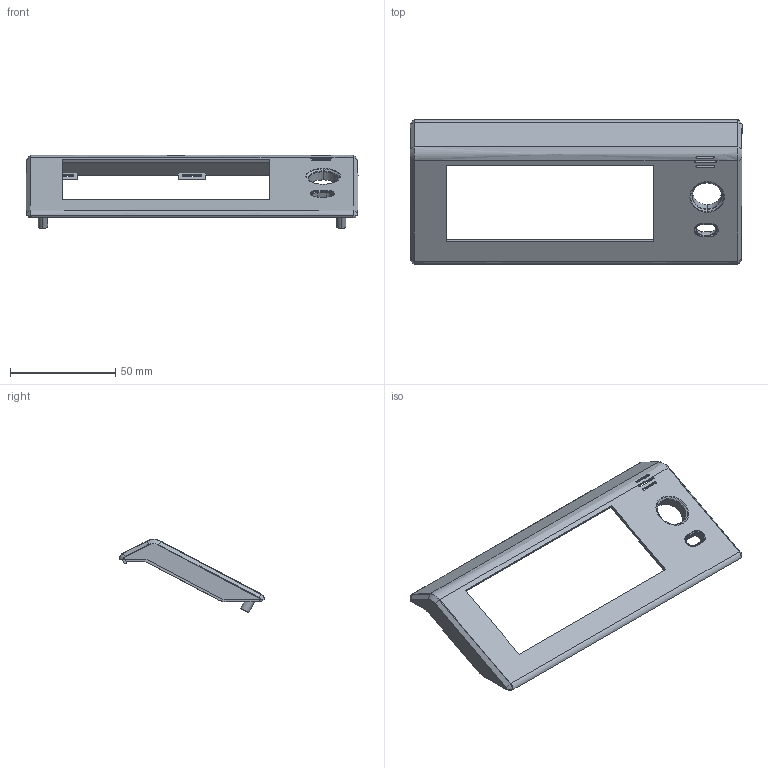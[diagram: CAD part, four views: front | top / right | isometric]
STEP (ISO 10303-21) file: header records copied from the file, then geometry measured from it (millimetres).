
FILE_DESCRIPTION (( 'STEP AP203' ), '1' );
FILE_NAME ('Cover Top.STEP', '2014-06-16T16:54:19', ( '' ), ( '' ), 'SwSTEP 2.0', 'SolidWorks 2013', '' );
FILE_SCHEMA (( 'CONFIG_CONTROL_DESIGN' ));
Length unit declared in the file: millimetre
Products named in the file (1): Cover Top
Bounding box: 158 x 68.94 x 34.93 mm (x, y, z)
Volume: 15453.3 mm3; surface area: 21397.3 mm2
Topology: 1 solids, 1 shells, 243 faces, 674 edges, 437 vertices
Faces by surface type: plane 119, cylinder 59, bspline 46, cone 15, torus 4
Entity records: 11542 total; most frequent: CARTESIAN_POINT 5973, ORIENTED_EDGE 1348, DIRECTION 845, EDGE_CURVE 674, VERTEX_POINT 437, VECTOR 309, LINE 309, AXIS2_PLACEMENT_3D 268
